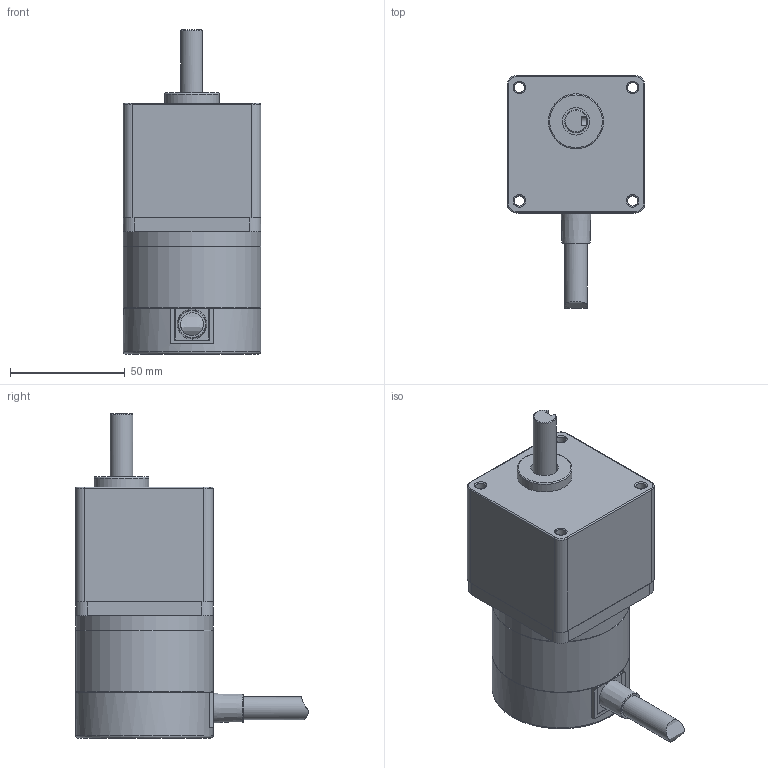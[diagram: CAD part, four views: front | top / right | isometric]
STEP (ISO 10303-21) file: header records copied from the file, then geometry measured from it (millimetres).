
FILE_DESCRIPTION( ( 'Unknown' ), '1' );
FILE_NAME( 'GL6100V+MP040-D_3D_VerA.stp', 'Unknown', ( 'Dimamotor' ), ( 'Dimamotor' ), 'PSStep 16.0.42', 'Unknown', ' ' );
FILE_SCHEMA( ( 'AUTOMOTIVE_DESIGN { 1 0 10303 214 1 1 1 1 }' ) );
Length unit declared in the file: millimetre
Products named in the file (1): MT040-D_3D_VerA
Bounding box: 60 x 101.59 x 141.5 mm (x, y, z)
Volume: 355584.8 mm3; surface area: 37981.6 mm2
Topology: 1 solids, 6 shells, 183 faces, 426 edges, 273 vertices
Faces by surface type: plane 118, cylinder 38, cone 14, torus 11, extrusion 1, bspline 1
Full cylindrical faces by diameter (mm): 4.5 x8, 7 x4, 8 x5, 10 x3, 12 x1, 24 x1, 60 x3
Entity records: 7699 total; most frequent: CARTESIAN_POINT 987, DIRECTION 838, ORIENTED_EDGE 742, PRESENTATION_STYLE_ASSIGNMENT 441, COLOUR_RGB 441, EDGE_CURVE 371, STYLED_ITEM 367, AXIS2_PLACEMENT_3D 297
